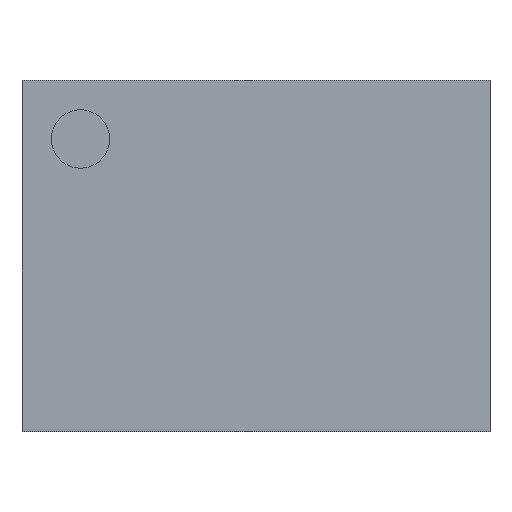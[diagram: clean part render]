
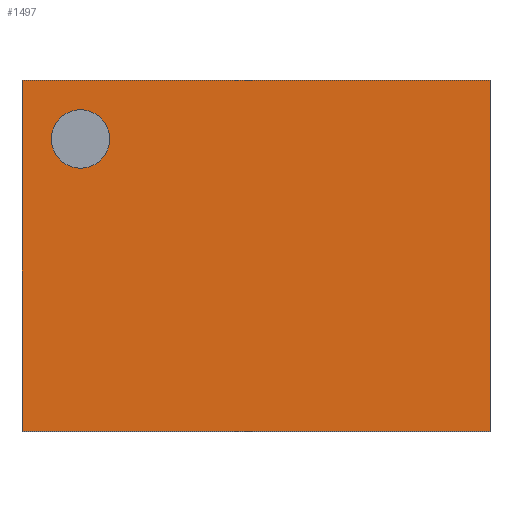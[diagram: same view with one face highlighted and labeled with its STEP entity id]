
A CAD part, top view. The second image highlights one B-rep face of the part: STEP entity #1497.
In plain terms, the highlighted planar face has unit normal (0, 0, 1).
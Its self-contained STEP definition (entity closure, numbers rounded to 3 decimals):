
#1287=CARTESIAN_POINT('',(-2.5,2.0,1.0));
#1288=VERTEX_POINT('',#1287);
#1297=CARTESIAN_POINT('',(-3.5,2.0,1.0));
#1298=VERTEX_POINT('',#1297);
#1299=CARTESIAN_POINT('',(-3.0,2.0,1.0));
#1300=DIRECTION('',(0.0,0.0,-1.0));
#1301=DIRECTION('',(1.0,0.0,0.0));
#1302=AXIS2_PLACEMENT_3D('',#1299,#1300,#1301);
#1303=CIRCLE('',#1302,0.5);
#1304=EDGE_CURVE('',#1298,#1288,#1303,.T.);
#1338=CARTESIAN_POINT('',(-3.0,2.0,1.0));
#1339=DIRECTION('',(0.0,0.0,-1.0));
#1340=DIRECTION('',(1.0,0.0,0.0));
#1341=AXIS2_PLACEMENT_3D('',#1338,#1339,#1340);
#1342=CIRCLE('',#1341,0.5);
#1343=EDGE_CURVE('',#1288,#1298,#1342,.T.);
#1363=CARTESIAN_POINT('',(4.0,3.0,1.0));
#1364=VERTEX_POINT('',#1363);
#1365=CARTESIAN_POINT('',(4.0,-3.0,1.0));
#1366=VERTEX_POINT('',#1365);
#1367=CARTESIAN_POINT('',(4.0,3.0,1.0));
#1368=DIRECTION('',(0.0,-1.0,0.0));
#1369=VECTOR('',#1368,6.0);
#1370=LINE('',#1367,#1369);
#1371=EDGE_CURVE('',#1364,#1366,#1370,.T.);
#1403=CARTESIAN_POINT('',(-4.0,-3.0,1.0));
#1404=VERTEX_POINT('',#1403);
#1405=CARTESIAN_POINT('',(4.0,-3.0,1.0));
#1406=DIRECTION('',(-1.0,0.0,0.0));
#1407=VECTOR('',#1406,8.0);
#1408=LINE('',#1405,#1407);
#1409=EDGE_CURVE('',#1366,#1404,#1408,.T.);
#1434=CARTESIAN_POINT('',(-4.0,3.0,1.0));
#1435=VERTEX_POINT('',#1434);
#1436=CARTESIAN_POINT('',(-4.0,-3.0,1.0));
#1437=DIRECTION('',(0.0,1.0,0.0));
#1438=VECTOR('',#1437,6.0);
#1439=LINE('',#1436,#1438);
#1440=EDGE_CURVE('',#1404,#1435,#1439,.T.);
#1465=CARTESIAN_POINT('',(-4.0,3.0,1.0));
#1466=DIRECTION('',(1.0,0.0,0.0));
#1467=VECTOR('',#1466,8.0);
#1468=LINE('',#1465,#1467);
#1469=EDGE_CURVE('',#1435,#1364,#1468,.T.);
#1482=CARTESIAN_POINT('',(0.,0.,1.0));
#1483=DIRECTION('',(0.0,0.0,1.0));
#1484=DIRECTION('',(1.0,0.0,0.0));
#1485=AXIS2_PLACEMENT_3D('',#1482,#1483,#1484);
#1486=PLANE('',#1485);
#1487=ORIENTED_EDGE('',*,*,#1371,.F.);
#1488=ORIENTED_EDGE('',*,*,#1469,.F.);
#1489=ORIENTED_EDGE('',*,*,#1440,.F.);
#1490=ORIENTED_EDGE('',*,*,#1409,.F.);
#1491=EDGE_LOOP('',(#1487,#1488,#1489,#1490));
#1492=FACE_OUTER_BOUND('',#1491,.T.);
#1493=ORIENTED_EDGE('',*,*,#1343,.T.);
#1494=ORIENTED_EDGE('',*,*,#1304,.T.);
#1495=EDGE_LOOP('',(#1493,#1494));
#1496=FACE_BOUND('',#1495,.T.);
#1497=ADVANCED_FACE('',(#1492,#1496),#1486,.T.);
